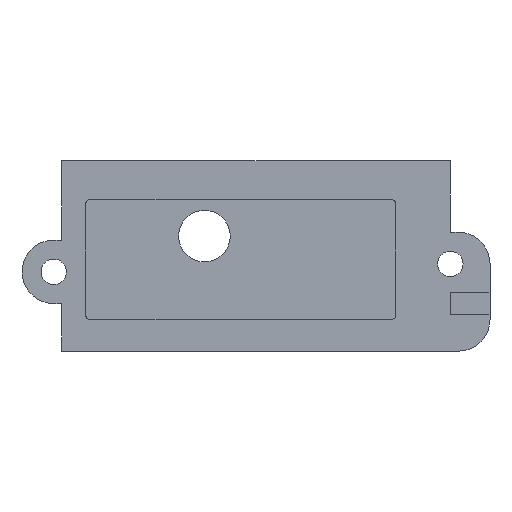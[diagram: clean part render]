
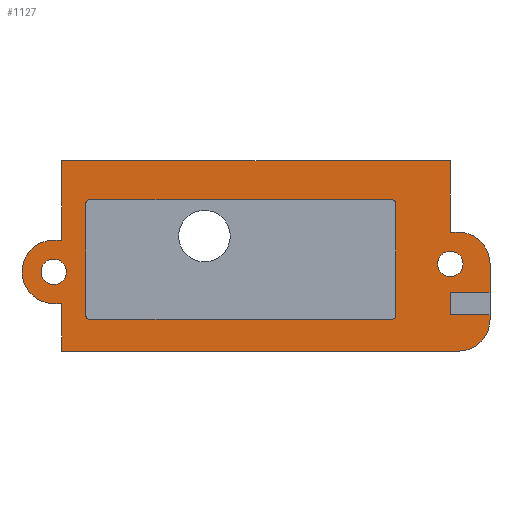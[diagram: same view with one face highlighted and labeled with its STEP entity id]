
A CAD part, front view. The second image highlights one B-rep face of the part: STEP entity #1127.
In plain terms, the highlighted planar face has unit normal (0, -1, 0).
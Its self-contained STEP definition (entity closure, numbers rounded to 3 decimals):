
#31=FACE_BOUND('',#194,.T.);
#32=FACE_BOUND('',#195,.T.);
#33=FACE_BOUND('',#196,.T.);
#72=PLANE('',#1242);
#128=FACE_OUTER_BOUND('',#193,.T.);
#193=EDGE_LOOP('',(#985,#986,#987,#988,#989,#990,#991,#992,#993,#994,#995,
#996,#997,#998,#999,#1000));
#194=EDGE_LOOP('',(#1001));
#195=EDGE_LOOP('',(#1002));
#196=EDGE_LOOP('',(#1003,#1004,#1005,#1006,#1007,#1008,#1009,#1010));
#226=LINE('',#1636,#348);
#236=LINE('',#1656,#358);
#244=LINE('',#1683,#366);
#250=LINE('',#1698,#372);
#302=LINE('',#1842,#424);
#306=LINE('',#1850,#428);
#309=LINE('',#1856,#431);
#313=LINE('',#1864,#435);
#314=LINE('',#1867,#436);
#315=LINE('',#1869,#437);
#316=LINE('',#1871,#438);
#317=LINE('',#1873,#439);
#318=LINE('',#1877,#440);
#319=LINE('',#1878,#441);
#320=LINE('',#1881,#442);
#321=LINE('',#1886,#443);
#322=LINE('',#1887,#444);
#348=VECTOR('',#1305,10.);
#358=VECTOR('',#1323,10.);
#366=VECTOR('',#1347,10.);
#372=VECTOR('',#1363,10.);
#424=VECTOR('',#1509,10.);
#428=VECTOR('',#1515,10.);
#431=VECTOR('',#1520,10.);
#435=VECTOR('',#1528,10.);
#436=VECTOR('',#1531,10.);
#437=VECTOR('',#1532,10.);
#438=VECTOR('',#1533,10.);
#439=VECTOR('',#1534,10.);
#440=VECTOR('',#1537,10.);
#441=VECTOR('',#1538,10.);
#442=VECTOR('',#1541,10.);
#443=VECTOR('',#1546,10.);
#444=VECTOR('',#1547,10.);
#464=CIRCLE('',#1181,0.5);
#468=CIRCLE('',#1188,0.5);
#469=CIRCLE('',#1190,0.5);
#470=CIRCLE('',#1193,0.5);
#489=CIRCLE('',#1243,4.);
#490=CIRCLE('',#1244,4.);
#491=CIRCLE('',#1245,4.);
#492=CIRCLE('',#1246,1.6);
#493=CIRCLE('',#1247,1.6);
#513=VERTEX_POINT('',#1633);
#514=VERTEX_POINT('',#1635);
#519=VERTEX_POINT('',#1653);
#520=VERTEX_POINT('',#1655);
#523=VERTEX_POINT('',#1662);
#524=VERTEX_POINT('',#1664);
#531=VERTEX_POINT('',#1682);
#532=VERTEX_POINT('',#1686);
#533=VERTEX_POINT('',#1690);
#534=VERTEX_POINT('',#1692);
#535=VERTEX_POINT('',#1696);
#536=VERTEX_POINT('',#1700);
#579=VERTEX_POINT('',#1840);
#580=VERTEX_POINT('',#1841);
#583=VERTEX_POINT('',#1849);
#585=VERTEX_POINT('',#1855);
#587=VERTEX_POINT('',#1863);
#588=VERTEX_POINT('',#1865);
#589=VERTEX_POINT('',#1868);
#590=VERTEX_POINT('',#1870);
#591=VERTEX_POINT('',#1872);
#592=VERTEX_POINT('',#1874);
#593=VERTEX_POINT('',#1876);
#594=VERTEX_POINT('',#1879);
#595=VERTEX_POINT('',#1882);
#596=VERTEX_POINT('',#1884);
#620=EDGE_CURVE('',#513,#514,#226,.T.);
#630=EDGE_CURVE('',#519,#520,#236,.T.);
#634=EDGE_CURVE('',#523,#524,#464,.T.);
#643=EDGE_CURVE('',#531,#524,#244,.T.);
#645=EDGE_CURVE('',#531,#532,#468,.T.);
#648=EDGE_CURVE('',#533,#534,#469,.T.);
#651=EDGE_CURVE('',#533,#535,#250,.T.);
#653=EDGE_CURVE('',#536,#535,#470,.T.);
#722=EDGE_CURVE('',#579,#580,#302,.T.);
#726=EDGE_CURVE('',#580,#583,#306,.T.);
#729=EDGE_CURVE('',#583,#585,#309,.T.);
#733=EDGE_CURVE('',#587,#585,#313,.T.);
#734=EDGE_CURVE('',#588,#587,#489,.T.);
#735=EDGE_CURVE('',#520,#588,#314,.T.);
#736=EDGE_CURVE('',#589,#519,#315,.T.);
#737=EDGE_CURVE('',#590,#589,#316,.T.);
#738=EDGE_CURVE('',#591,#590,#317,.T.);
#739=EDGE_CURVE('',#592,#591,#490,.T.);
#740=EDGE_CURVE('',#593,#592,#318,.T.);
#741=EDGE_CURVE('',#514,#593,#319,.T.);
#742=EDGE_CURVE('',#594,#513,#491,.T.);
#743=EDGE_CURVE('',#579,#594,#320,.T.);
#744=EDGE_CURVE('',#595,#595,#492,.T.);
#745=EDGE_CURVE('',#596,#596,#493,.T.);
#746=EDGE_CURVE('',#536,#532,#321,.T.);
#747=EDGE_CURVE('',#523,#534,#322,.T.);
#985=ORIENTED_EDGE('',*,*,#722,.T.);
#986=ORIENTED_EDGE('',*,*,#726,.T.);
#987=ORIENTED_EDGE('',*,*,#729,.T.);
#988=ORIENTED_EDGE('',*,*,#733,.F.);
#989=ORIENTED_EDGE('',*,*,#734,.F.);
#990=ORIENTED_EDGE('',*,*,#735,.F.);
#991=ORIENTED_EDGE('',*,*,#630,.F.);
#992=ORIENTED_EDGE('',*,*,#736,.F.);
#993=ORIENTED_EDGE('',*,*,#737,.F.);
#994=ORIENTED_EDGE('',*,*,#738,.F.);
#995=ORIENTED_EDGE('',*,*,#739,.F.);
#996=ORIENTED_EDGE('',*,*,#740,.F.);
#997=ORIENTED_EDGE('',*,*,#741,.F.);
#998=ORIENTED_EDGE('',*,*,#620,.F.);
#999=ORIENTED_EDGE('',*,*,#742,.F.);
#1000=ORIENTED_EDGE('',*,*,#743,.F.);
#1001=ORIENTED_EDGE('',*,*,#744,.T.);
#1002=ORIENTED_EDGE('',*,*,#745,.T.);
#1003=ORIENTED_EDGE('',*,*,#651,.T.);
#1004=ORIENTED_EDGE('',*,*,#653,.F.);
#1005=ORIENTED_EDGE('',*,*,#746,.T.);
#1006=ORIENTED_EDGE('',*,*,#645,.F.);
#1007=ORIENTED_EDGE('',*,*,#643,.T.);
#1008=ORIENTED_EDGE('',*,*,#634,.F.);
#1009=ORIENTED_EDGE('',*,*,#747,.T.);
#1010=ORIENTED_EDGE('',*,*,#648,.F.);
#1127=ADVANCED_FACE('',(#128,#31,#32,#33),#72,.F.);
#1181=AXIS2_PLACEMENT_3D('',#1665,#1330,#1331);
#1188=AXIS2_PLACEMENT_3D('',#1687,#1351,#1352);
#1190=AXIS2_PLACEMENT_3D('',#1693,#1357,#1358);
#1193=AXIS2_PLACEMENT_3D('',#1702,#1367,#1368);
#1242=AXIS2_PLACEMENT_3D('',#1862,#1526,#1527);
#1243=AXIS2_PLACEMENT_3D('',#1866,#1529,#1530);
#1244=AXIS2_PLACEMENT_3D('',#1875,#1535,#1536);
#1245=AXIS2_PLACEMENT_3D('',#1880,#1539,#1540);
#1246=AXIS2_PLACEMENT_3D('',#1883,#1542,#1543);
#1247=AXIS2_PLACEMENT_3D('',#1885,#1544,#1545);
#1305=DIRECTION('',(-1.,0.,0.));
#1323=DIRECTION('',(0.,0.,-1.));
#1330=DIRECTION('center_axis',(0.,-1.,0.));
#1331=DIRECTION('ref_axis',(-0.707,0.,0.707));
#1347=DIRECTION('',(0.,0.,1.));
#1351=DIRECTION('center_axis',(0.,-1.,0.));
#1352=DIRECTION('ref_axis',(-0.707,0.,-0.707));
#1357=DIRECTION('center_axis',(0.,-1.,0.));
#1358=DIRECTION('ref_axis',(0.707,0.,0.707));
#1363=DIRECTION('',(0.,0.,-1.));
#1367=DIRECTION('center_axis',(0.,-1.,0.));
#1368=DIRECTION('ref_axis',(0.707,0.,-0.707));
#1509=DIRECTION('',(-1.,0.,0.));
#1515=DIRECTION('',(0.,0.,1.));
#1520=DIRECTION('',(1.,0.,0.));
#1526=DIRECTION('center_axis',(0.,1.,0.));
#1527=DIRECTION('ref_axis',(0.,0.,1.));
#1528=DIRECTION('',(0.,0.,-1.));
#1529=DIRECTION('center_axis',(0.,1.,0.));
#1530=DIRECTION('ref_axis',(-1.,0.,0.));
#1531=DIRECTION('',(1.,0.,0.));
#1532=DIRECTION('',(1.,0.,0.));
#1533=DIRECTION('',(0.,0.,1.));
#1534=DIRECTION('',(1.,0.,0.));
#1535=DIRECTION('center_axis',(0.,1.,0.));
#1536=DIRECTION('ref_axis',(0.,0.,-1.));
#1537=DIRECTION('',(-1.,0.,0.));
#1538=DIRECTION('',(0.,0.,1.));
#1539=DIRECTION('center_axis',(0.,1.,0.));
#1540=DIRECTION('ref_axis',(0.,0.,1.));
#1541=DIRECTION('',(0.,0.,-1.));
#1542=DIRECTION('center_axis',(0.,1.,0.));
#1543=DIRECTION('ref_axis',(-1.,0.,0.));
#1544=DIRECTION('center_axis',(0.,1.,0.));
#1545=DIRECTION('ref_axis',(-1.,0.,0.));
#1546=DIRECTION('',(-1.,0.,0.));
#1547=DIRECTION('',(1.,0.,0.));
#1633=CARTESIAN_POINT('',(16.,4.,-1.));
#1635=CARTESIAN_POINT('',(-34.,4.,-1.));
#1636=CARTESIAN_POINT('',(16.,4.,-1.));
#1653=CARTESIAN_POINT('',(15.,4.,23.));
#1655=CARTESIAN_POINT('',(15.,4.,14.));
#1656=CARTESIAN_POINT('',(15.,4.,23.));
#1662=CARTESIAN_POINT('',(-30.45,4.,18.1));
#1664=CARTESIAN_POINT('',(-30.95,4.,17.6));
#1665=CARTESIAN_POINT('Origin',(-30.45,4.,17.6));
#1682=CARTESIAN_POINT('',(-30.95,4.,3.5));
#1683=CARTESIAN_POINT('',(-30.95,4.,6.927));
#1686=CARTESIAN_POINT('',(-30.45,4.,3.));
#1687=CARTESIAN_POINT('Origin',(-30.45,4.,3.5));
#1690=CARTESIAN_POINT('',(8.1,4.,17.6));
#1692=CARTESIAN_POINT('',(7.6,4.,18.1));
#1693=CARTESIAN_POINT('Origin',(7.6,4.,17.6));
#1696=CARTESIAN_POINT('',(8.1,4.,3.5));
#1698=CARTESIAN_POINT('',(8.1,4.,14.477));
#1700=CARTESIAN_POINT('',(7.6,4.,3.));
#1702=CARTESIAN_POINT('Origin',(7.6,4.,3.5));
#1840=CARTESIAN_POINT('',(20.,4.,3.6));
#1841=CARTESIAN_POINT('',(15.,4.,3.6));
#1842=CARTESIAN_POINT('',(2.864,4.,3.6));
#1849=CARTESIAN_POINT('',(15.,4.,6.4));
#1850=CARTESIAN_POINT('',(15.,4.,8.627));
#1855=CARTESIAN_POINT('',(20.,4.,6.4));
#1856=CARTESIAN_POINT('',(5.364,4.,6.4));
#1862=CARTESIAN_POINT('Origin',(-9.271,4.,10.854));
#1863=CARTESIAN_POINT('',(20.,4.,10.));
#1864=CARTESIAN_POINT('',(20.,4.,10.));
#1865=CARTESIAN_POINT('',(16.,4.,14.));
#1866=CARTESIAN_POINT('Origin',(16.,4.,10.));
#1867=CARTESIAN_POINT('',(15.,4.,14.));
#1868=CARTESIAN_POINT('',(-34.,4.,23.));
#1869=CARTESIAN_POINT('',(-34.,4.,23.));
#1870=CARTESIAN_POINT('',(-34.,4.,13.));
#1871=CARTESIAN_POINT('',(-34.,4.,13.));
#1872=CARTESIAN_POINT('',(-35.,4.,13.));
#1873=CARTESIAN_POINT('',(-35.,4.,13.));
#1874=CARTESIAN_POINT('',(-35.,4.,5.));
#1875=CARTESIAN_POINT('Origin',(-35.,4.,9.));
#1876=CARTESIAN_POINT('',(-34.,4.,5.));
#1877=CARTESIAN_POINT('',(-34.,4.,5.));
#1878=CARTESIAN_POINT('',(-34.,4.,-1.));
#1879=CARTESIAN_POINT('',(20.,4.,3.));
#1880=CARTESIAN_POINT('Origin',(16.,4.,3.));
#1881=CARTESIAN_POINT('',(20.,4.,10.));
#1882=CARTESIAN_POINT('',(-33.4,4.,9.));
#1883=CARTESIAN_POINT('Origin',(-35.,4.,9.));
#1884=CARTESIAN_POINT('',(16.6,4.,10.));
#1885=CARTESIAN_POINT('Origin',(15.,4.,10.));
#1886=CARTESIAN_POINT('',(-0.586,4.,3.));
#1887=CARTESIAN_POINT('',(-20.111,4.,18.1));
